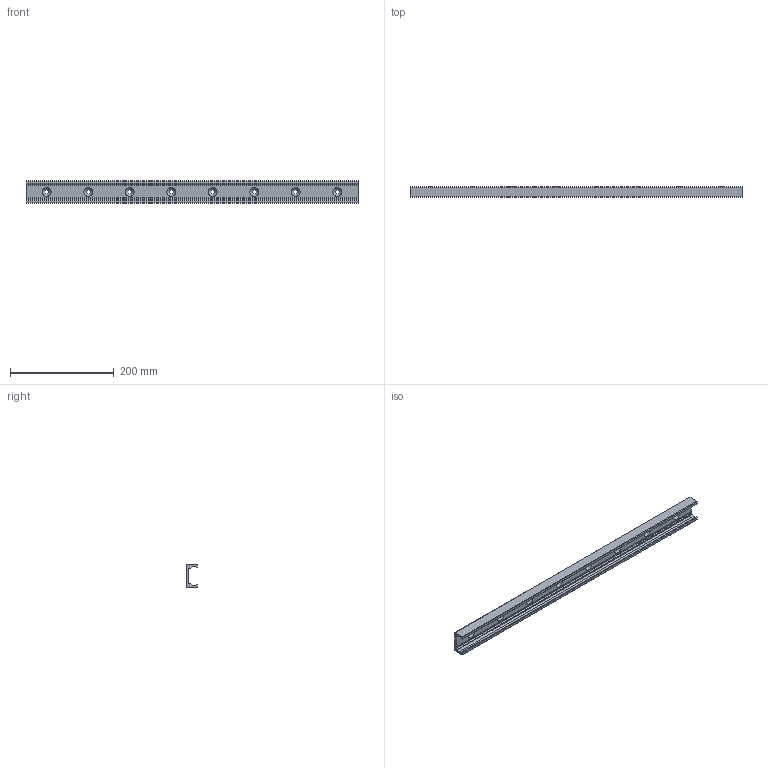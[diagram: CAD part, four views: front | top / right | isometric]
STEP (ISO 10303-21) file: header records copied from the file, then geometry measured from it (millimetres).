
FILE_DESCRIPTION((''),'2;1');
FILE_NAME('LCX 43-0640.V.stp','2016-04-28T14:34:38',('MRathmann'),(''),'Autodesk Inventor 2012','Autodesk Inventor 2012','');
FILE_SCHEMA(('CONFIG_CONTROL_DESIGN'));
Length unit declared in the file: millimetre
Products named in the file (1): LCX 43-0640.V
Bounding box: 640 x 21 x 43 mm (x, y, z)
Volume: 218738.1 mm3; surface area: 102381.2 mm2
Topology: 1 solids, 1 shells, 44 faces, 118 edges, 76 vertices
Faces by surface type: cylinder 21, plane 15, cone 8
Full cylindrical faces by diameter (mm): 8.5 x8
Entity records: 1366 total; most frequent: DIRECTION 242, CARTESIAN_POINT 223, ORIENTED_EDGE 204, EDGE_CURVE 102, AXIS2_PLACEMENT_3D 95, VERTEX_POINT 76, EDGE_LOOP 76, VECTOR 52
